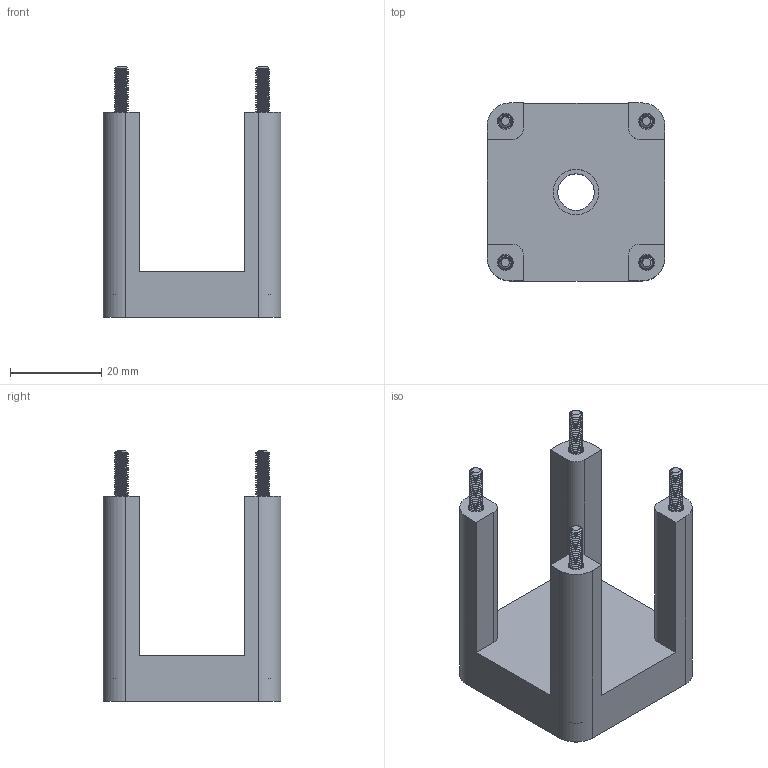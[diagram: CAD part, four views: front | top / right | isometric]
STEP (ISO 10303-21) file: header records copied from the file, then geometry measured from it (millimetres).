
FILE_DESCRIPTION(/* description */ (''),/* implementation_level */ '2;1');
FILE_NAME(/* name */ '300ZLT Bearing Block v2.step',/* time_stamp */ '2020-10-13T14:04:50+01:00',/* author */ (''),/* organization */ (''),/* preprocessor_version */ 'ST-DEVELOPER v18.1',/* originating_system */ 'Autodesk Translation Framework v9.3.0.1241',/* authorisation */ '');
FILE_SCHEMA (('AUTOMOTIVE_DESIGN { 1 0 10303 214 3 1 1 }'));
Length unit declared in the file: millimetre
Products named in the file (4): 300ZLT Bearing Block; 300ZLT Bearing Block_1; M3x50mm Cap Head Bolt; 608 bearing v1
Assembly tree (6 placements, depth 2):
  300ZLT Bearing Block
    M3x50mm Cap Head Bolt  x4
    300ZLT Bearing Block_1
    608 bearing v1
Bounding box: 39 x 39 x 55 mm (x, y, z)
Volume: 21360.5 mm3; surface area: 15060.6 mm2
Topology: 6 solids, 6 shells, 439 faces, 1205 edges, 791 vertices
Faces by surface type: cylinder 320, plane 69, cone 40, bspline 8, torus 2
Full cylindrical faces by diameter (mm): 2.35 x140, 3 x144, 3.5 x4, 5.5 x4, 7 x4, 8 x1, 10 x1, 22 x2
Entity records: 14360 total; most frequent: CARTESIAN_POINT 10867, ORIENTED_EDGE 772, DIRECTION 593, EDGE_CURVE 386, VERTEX_POINT 254, AXIS2_PLACEMENT_3D 218, EDGE_LOOP 164, B_SPLINE_CURVE_WITH_KNOTS 158
